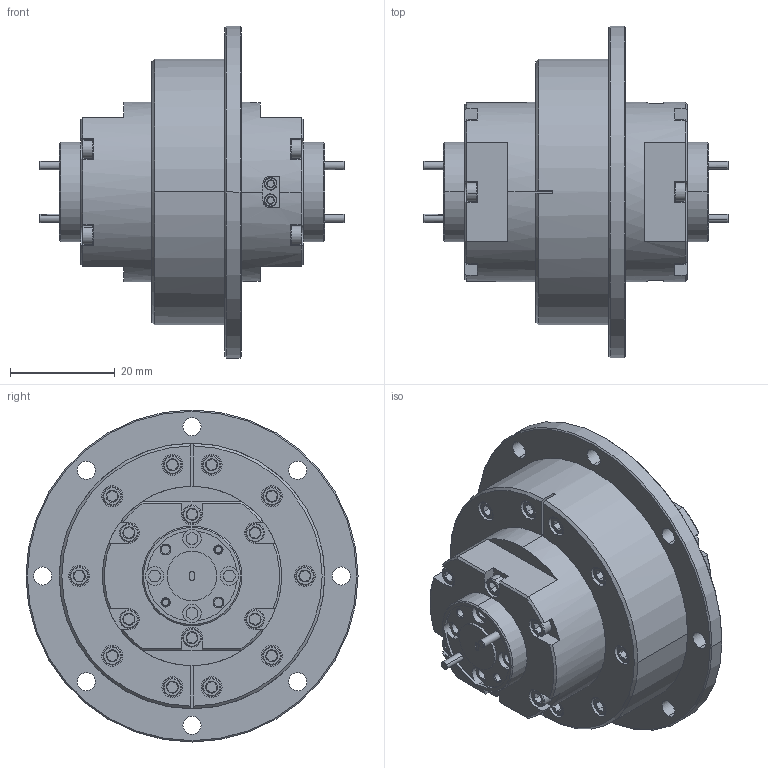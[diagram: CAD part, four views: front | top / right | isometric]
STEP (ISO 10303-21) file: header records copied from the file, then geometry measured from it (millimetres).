
FILE_DESCRIPTION (( 'STEP AP214' ), '1' );
FILE_NAME ('AN-R06I-R06I-A, Defeatured.STEP', '2024-01-23T18:40:53', ( '' ), ( '' ), 'SwSTEP 2.0', 'SolidWorks 2021', '' );
FILE_SCHEMA (( 'AUTOMOTIVE_DESIGN' ));
Length unit declared in the file: inch
Products named in the file (1): AN-R06I-R06I-A, Defeatured
Bounding box: 58.47 x 63.5 x 63.5 mm (x, y, z)
Volume: 61685.8 mm3; surface area: 14269 mm2
Topology: 1 solids, 1 shells, 838 faces, 1816 edges, 1068 vertices
Faces by surface type: plane 332, cone 312, cylinder 194
Entity records: 23082 total; most frequent: CARTESIAN_POINT 4665, DIRECTION 4040, ORIENTED_EDGE 3632, EDGE_CURVE 1816, AXIS2_PLACEMENT_3D 1599, VERTEX_POINT 1068, EDGE_LOOP 942, LINE 842
